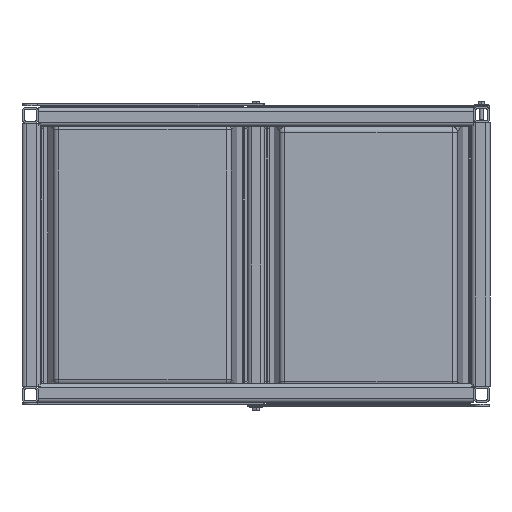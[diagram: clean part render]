
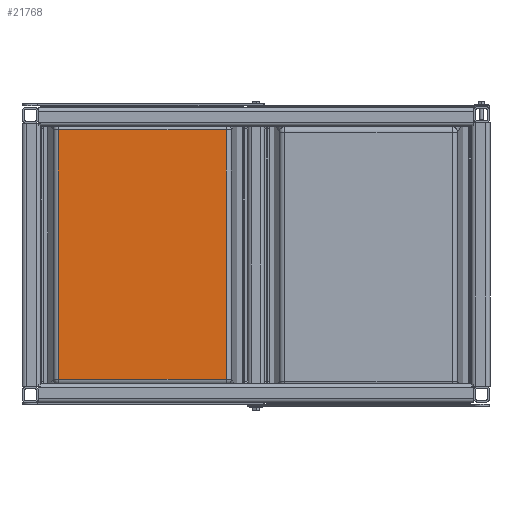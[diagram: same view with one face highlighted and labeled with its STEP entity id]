
A CAD part, front view. The second image highlights one B-rep face of the part: STEP entity #21768.
In plain terms, the highlighted planar face has unit normal (0, -1, 0).
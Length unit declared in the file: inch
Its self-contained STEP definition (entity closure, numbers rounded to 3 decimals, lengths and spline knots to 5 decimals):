
#2756=FACE_OUTER_BOUND('',#4067,.T.);
#4067=EDGE_LOOP('',(#19391,#19392,#19393,#19394));
#6448=LINE('',#37067,#8803);
#6449=LINE('',#37075,#8804);
#6451=LINE('',#37079,#8806);
#6454=LINE('',#37084,#8809);
#8803=VECTOR('',#29975,0.3937);
#8804=VECTOR('',#29986,0.3937);
#8806=VECTOR('',#29992,0.3937);
#8809=VECTOR('',#29999,0.3937);
#10702=VERTEX_POINT('',#37051);
#10704=VERTEX_POINT('',#37057);
#10706=VERTEX_POINT('',#37063);
#10707=VERTEX_POINT('',#37069);
#13645=EDGE_CURVE('',#10702,#10706,#6448,.T.);
#13649=EDGE_CURVE('',#10707,#10704,#6449,.T.);
#13651=EDGE_CURVE('',#10706,#10707,#6451,.T.);
#13654=EDGE_CURVE('',#10704,#10702,#6454,.T.);
#19391=ORIENTED_EDGE('',*,*,#13649,.F.);
#19392=ORIENTED_EDGE('',*,*,#13651,.F.);
#19393=ORIENTED_EDGE('',*,*,#13645,.F.);
#19394=ORIENTED_EDGE('',*,*,#13654,.F.);
#20611=PLANE('',#24087);
#21768=ADVANCED_FACE('',(#2756),#20611,.F.);
#24087=AXIS2_PLACEMENT_3D('',#37091,#30009,#30010);
#29975=DIRECTION('',(0.,0.,1.));
#29986=DIRECTION('',(0.,0.,-1.));
#29992=DIRECTION('',(1.,0.,0.));
#29999=DIRECTION('',(-1.,0.,0.));
#30009=DIRECTION('center_axis',(0.,1.,0.));
#30010=DIRECTION('ref_axis',(0.,0.,1.));
#37051=CARTESIAN_POINT('',(-11.59699,0.,-7.81253));
#37057=CARTESIAN_POINT('',(11.59699,0.,-7.81253));
#37063=CARTESIAN_POINT('',(-11.59699,0.,7.81253));
#37067=CARTESIAN_POINT('',(-11.59699,0.,4.125));
#37069=CARTESIAN_POINT('',(11.59699,0.,7.81253));
#37075=CARTESIAN_POINT('',(11.59699,0.,-4.125));
#37079=CARTESIAN_POINT('',(6.,0.,7.81253));
#37084=CARTESIAN_POINT('',(-6.,0.,-7.81253));
#37091=CARTESIAN_POINT('Origin',(0.,0.,0.));
